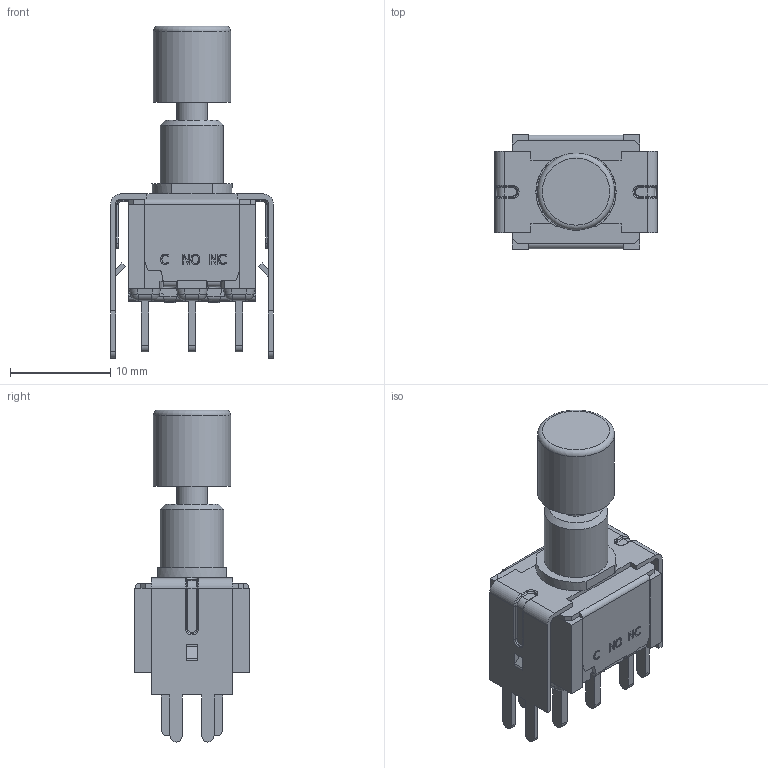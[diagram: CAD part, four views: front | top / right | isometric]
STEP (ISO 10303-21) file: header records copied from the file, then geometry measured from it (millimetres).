
FILE_DESCRIPTION(/* description */ (''),/* implementation_level */ '2;1');
FILE_NAME(/* name */ '700DP7B10VS2xEC1BLK.stp',/* time_stamp */ '2024-10-16T12:11:19-05:00',/* author */ ('jsteinblock'),/* organization */ (''),/* preprocessor_version */ 'ST-DEVELOPER v18.1',/* originating_system */ 'Autodesk Inventor 2022',/* authorisation */ '');
FILE_SCHEMA (('AUTOMOTIVE_DESIGN { 1 0 10303 214 3 1 1 }'));
Length unit declared in the file: inch
Products named in the file (1): 700DP7B10VS2xEC1BLK
Bounding box: 16.26 x 11.43 x 33.15 mm (x, y, z)
Volume: 2048.2 mm3; surface area: 2532.5 mm2
Topology: 2 solids, 5 shells, 655 faces, 1723 edges, 1071 vertices
Faces by surface type: plane 326, cylinder 195, bspline 68, torus 41, sphere 24, cone 1
Full cylindrical faces by diameter (mm): 3.1 x2, 7.7 x1
Entity records: 20692 total; most frequent: CARTESIAN_POINT 4816, ORIENTED_EDGE 3398, DIRECTION 3142, EDGE_CURVE 1699, LINE 1100, VECTOR 1100, VERTEX_POINT 1071, AXIS2_PLACEMENT_3D 1021
